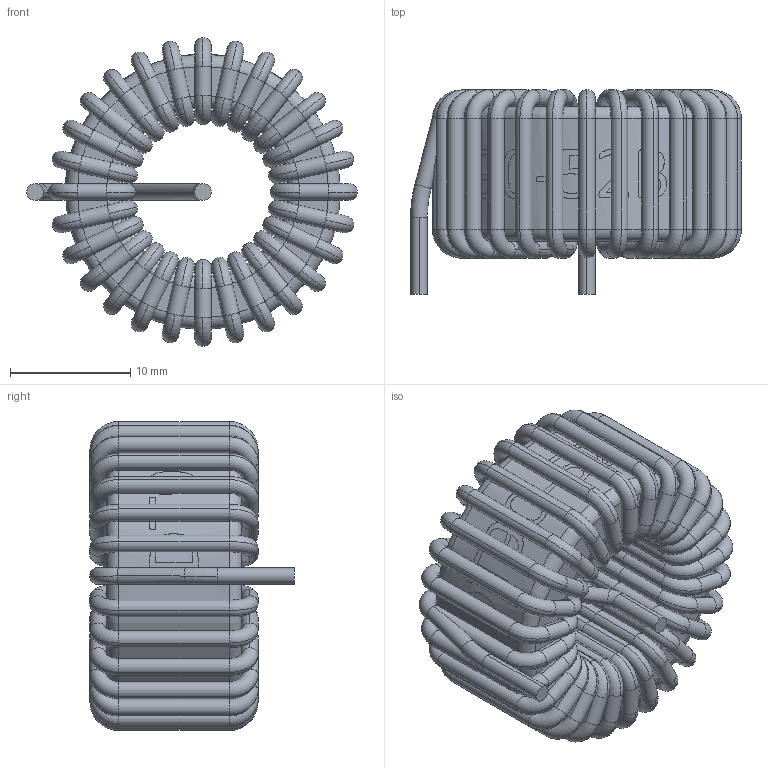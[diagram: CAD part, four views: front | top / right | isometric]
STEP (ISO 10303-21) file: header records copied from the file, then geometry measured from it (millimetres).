
FILE_DESCRIPTION (( 'STEP AP214' ), '1' );
FILE_NAME ('DT90-52B.STEP', '2021-11-25T15:33:17', ( '' ), ( '' ), 'SwSTEP 2.0', 'SolidWorks 2021', '' );
FILE_SCHEMA (( 'AUTOMOTIVE_DESIGN' ));
Length unit declared in the file: millimetre
Products named in the file (1): DT90-52B
Bounding box: 27.52 x 17 x 25.7 mm (x, y, z)
Volume: 4349.6 mm3; surface area: 6024.7 mm2
Topology: 29 solids, 29 shells, 650 faces, 1506 edges, 870 vertices
Faces by surface type: cylinder 308, torus 237, bspline 73, plane 32
Entity records: 39464 total; most frequent: CARTESIAN_POINT 17404, DIRECTION 3329, ORIENTED_EDGE 3012, EDGE_CURVE 1506, AXIS2_PLACEMENT_3D 1503, CIRCLE 925, VERTEX_POINT 870, UNCERTAINTY_MEASURE_WITH_UNIT 666
